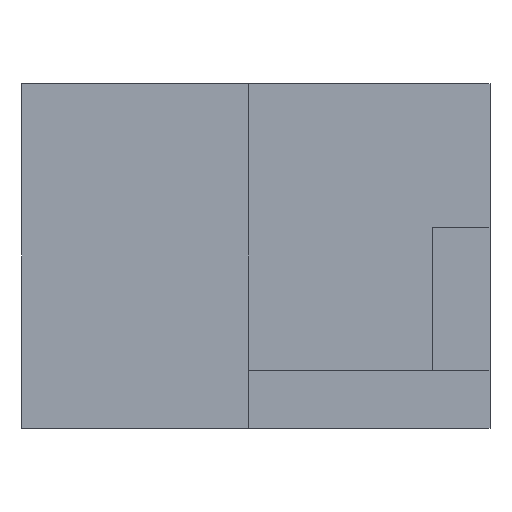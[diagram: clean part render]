
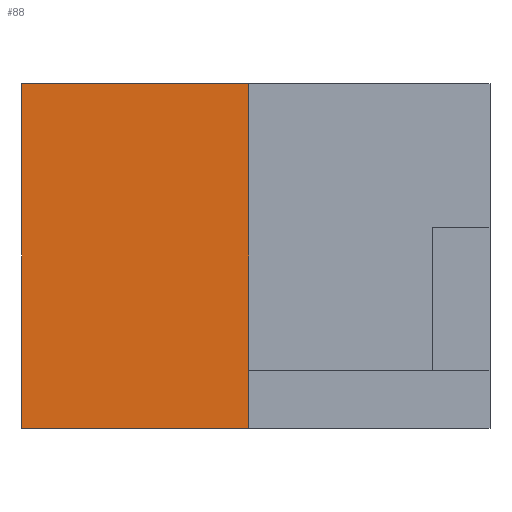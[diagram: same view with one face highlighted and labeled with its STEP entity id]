
A CAD part, front view. The second image highlights one B-rep face of the part: STEP entity #88.
In plain terms, the highlighted planar face has unit normal (0, -1, 0).
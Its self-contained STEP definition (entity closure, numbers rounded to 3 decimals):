
#32 = VERTEX_POINT('',#33);
#33 = CARTESIAN_POINT('',(5.,5.,12.));
#39 = EDGE_CURVE('',#40,#32,#42,.T.);
#40 = VERTEX_POINT('',#41);
#41 = CARTESIAN_POINT('',(5.,5.,0.));
#42 = LINE('',#43,#44);
#43 = CARTESIAN_POINT('',(5.,5.,0.));
#44 = VECTOR('',#45,1.);
#45 = DIRECTION('',(0.,0.,1.));
#88 = ADVANCED_FACE('',(#89),#114,.F.);
#89 = FACE_BOUND('',#90,.F.);
#90 = EDGE_LOOP('',(#91,#99,#100,#108));
#91 = ORIENTED_EDGE('',*,*,#92,.F.);
#92 = EDGE_CURVE('',#40,#93,#95,.T.);
#93 = VERTEX_POINT('',#94);
#94 = CARTESIAN_POINT('',(12.9,5.,0.));
#95 = LINE('',#96,#97);
#96 = CARTESIAN_POINT('',(5.,5.,0.));
#97 = VECTOR('',#98,1.);
#98 = DIRECTION('',(1.,0.,0.));
#99 = ORIENTED_EDGE('',*,*,#39,.T.);
#100 = ORIENTED_EDGE('',*,*,#101,.T.);
#101 = EDGE_CURVE('',#32,#102,#104,.T.);
#102 = VERTEX_POINT('',#103);
#103 = CARTESIAN_POINT('',(12.9,5.,12.));
#104 = LINE('',#105,#106);
#105 = CARTESIAN_POINT('',(5.,5.,12.));
#106 = VECTOR('',#107,1.);
#107 = DIRECTION('',(1.,0.,0.));
#108 = ORIENTED_EDGE('',*,*,#109,.T.);
#109 = EDGE_CURVE('',#102,#93,#110,.T.);
#110 = LINE('',#111,#112);
#111 = CARTESIAN_POINT('',(12.9,5.,12.));
#112 = VECTOR('',#113,1.);
#113 = DIRECTION('',(-0.,-0.,-1.));
#114 = PLANE('',#115);
#115 = AXIS2_PLACEMENT_3D('',#116,#117,#118);
#116 = CARTESIAN_POINT('',(5.,5.,0.));
#117 = DIRECTION('',(0.,1.,0.));
#118 = DIRECTION('',(1.,0.,0.));
